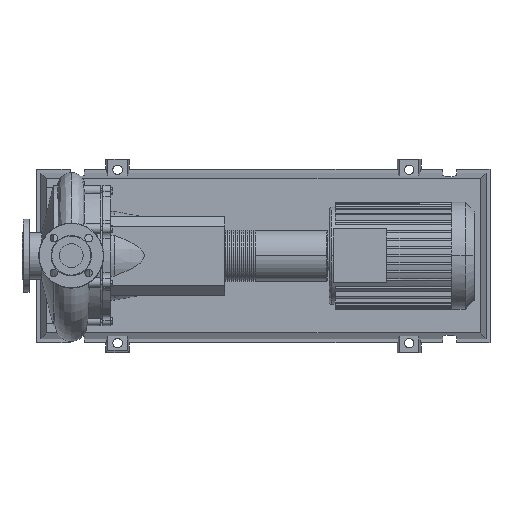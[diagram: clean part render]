
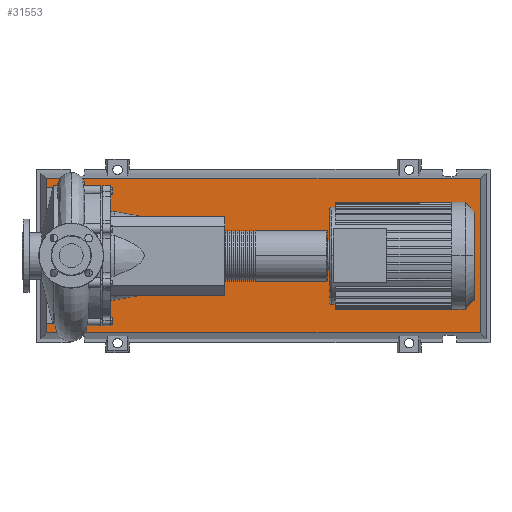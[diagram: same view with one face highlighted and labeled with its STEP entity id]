
A CAD part, top view. The second image highlights one B-rep face of the part: STEP entity #31553.
In plain terms, the highlighted planar face has unit normal (0, 0, 1).
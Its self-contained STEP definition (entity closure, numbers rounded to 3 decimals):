
#31234=CARTESIAN_POINT('',(1037.971,-195.471,103.0));
#31235=VERTEX_POINT('',#31234);
#31242=CARTESIAN_POINT('',(-62.971,-195.471,103.0));
#31243=VERTEX_POINT('',#31242);
#31244=CARTESIAN_POINT('',(1037.971,-195.471,103.0));
#31245=DIRECTION('',(-1.0,0.0,0.0));
#31246=VECTOR('',#31245,1100.941);
#31247=LINE('',#31244,#31246);
#31248=EDGE_CURVE('',#31235,#31243,#31247,.T.);
#31466=CARTESIAN_POINT('',(1037.971,195.471,103.0));
#31467=VERTEX_POINT('',#31466);
#31468=CARTESIAN_POINT('',(1037.971,195.471,103.0));
#31469=DIRECTION('',(0.0,-1.0,0.0));
#31470=VECTOR('',#31469,390.941);
#31471=LINE('',#31468,#31470);
#31472=EDGE_CURVE('',#31467,#31235,#31471,.T.);
#31490=CARTESIAN_POINT('',(-62.971,195.471,103.0));
#31491=VERTEX_POINT('',#31490);
#31492=CARTESIAN_POINT('',(-62.971,-195.471,103.0));
#31493=DIRECTION('',(0.0,1.0,0.0));
#31494=VECTOR('',#31493,390.941);
#31495=LINE('',#31492,#31494);
#31496=EDGE_CURVE('',#31243,#31491,#31495,.T.);
#31529=CARTESIAN_POINT('',(-62.971,195.471,103.0));
#31530=DIRECTION('',(1.0,0.0,0.0));
#31531=VECTOR('',#31530,1100.941);
#31532=LINE('',#31529,#31531);
#31533=EDGE_CURVE('',#31491,#31467,#31532,.T.);
#31542=CARTESIAN_POINT('',(487.5,0.,103.0));
#31543=DIRECTION('',(0.0,0.0,1.0));
#31544=DIRECTION('',(1.0,0.0,0.0));
#31545=AXIS2_PLACEMENT_3D('',#31542,#31543,#31544);
#31546=PLANE('',#31545);
#31547=ORIENTED_EDGE('',*,*,#31472,.F.);
#31548=ORIENTED_EDGE('',*,*,#31533,.F.);
#31549=ORIENTED_EDGE('',*,*,#31496,.F.);
#31550=ORIENTED_EDGE('',*,*,#31248,.F.);
#31551=EDGE_LOOP('',(#31547,#31548,#31549,#31550));
#31552=FACE_OUTER_BOUND('',#31551,.T.);
#31553=ADVANCED_FACE('',(#31552),#31546,.T.);
